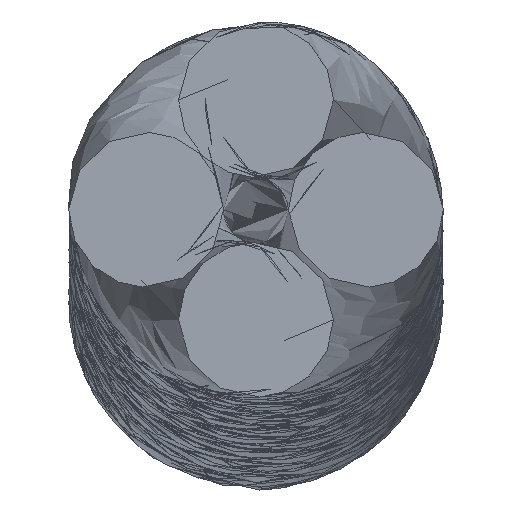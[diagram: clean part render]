
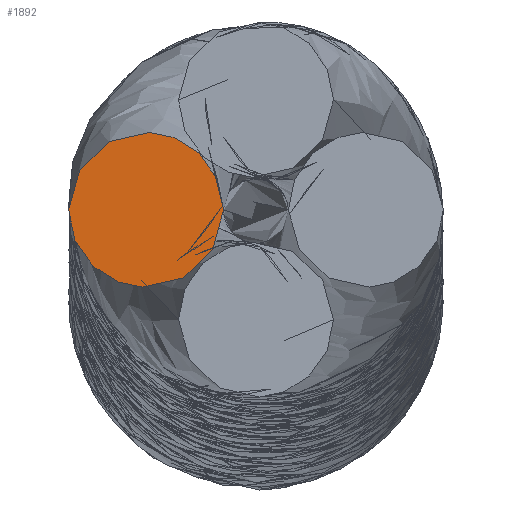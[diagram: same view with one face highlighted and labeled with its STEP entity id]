
A CAD part, top view. The second image highlights one B-rep face of the part: STEP entity #1892.
In plain terms, the highlighted planar face has unit normal (0, 0, 1).
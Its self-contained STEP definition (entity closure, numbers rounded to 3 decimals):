
#861 = CARTESIAN_POINT ( 'NONE',  ( -7.114, -3.724, 0. ) ) ;
#1143 = CARTESIAN_POINT ( 'NONE',  ( -4.029, 3.724, 0. ) ) ;
#1791 = CARTESIAN_POINT ( 'NONE',  ( -4.029, -3.724, 0. ) ) ;
#1873 = VERTEX_POINT ( 'NONE', #3538 ) ;
#1892 = ADVANCED_FACE ( 'NONE', ( #7538 ), #3754, .T. ) ;
#1936 = EDGE_LOOP ( 'NONE', ( #2496, #10651 ) ) ;
#2024 = CARTESIAN_POINT ( 'NONE',  ( -1.633, 1.033, 0. ) ) ;
#2065 = CARTESIAN_POINT ( 'NONE',  ( -7.114, 3.724, 0. ) ) ;
#2462 = CARTESIAN_POINT ( 'NONE',  ( -9.5, 0., 0. ) ) ;
#2496 = ORIENTED_EDGE ( 'NONE', *, *, #4285, .T. ) ;
#2707 = AXIS2_PLACEMENT_3D ( 'NONE', #3519, #3495, #3471 ) ;
#2725 = CARTESIAN_POINT ( 'NONE',  ( -1.633, -1.033, 0. ) ) ;
#2997 = CARTESIAN_POINT ( 'NONE',  ( -9.51, 1.033, 0. ) ) ;
#3471 = DIRECTION ( 'NONE',  ( 1., 0., 0. ) ) ;
#3495 = DIRECTION ( 'NONE',  ( 0., 0., 1. ) ) ;
#3519 = CARTESIAN_POINT ( 'NONE',  ( -9.547, -3.976, 0. ) ) ;
#3538 = CARTESIAN_POINT ( 'NONE',  ( -1.643, 0., 0. ) ) ;
#3754 = PLANE ( 'NONE',  #2707 ) ;
#4285 = EDGE_CURVE ( 'NONE', #1873, #8962, #6704, .T. ) ;
#5616 = EDGE_CURVE ( 'NONE', #8962, #1873, #10841, .T. ) ;
#6416 = CARTESIAN_POINT ( 'NONE',  ( -8.858, -2.559, 0. ) ) ;
#6684 = CARTESIAN_POINT ( 'NONE',  ( -2.285, 2.559, 0. ) ) ;
#6704 = B_SPLINE_CURVE_WITH_KNOTS ( 'NONE', 3,
 ( #10293, #2024, #6684, #1143, #7624, #2065, #8552, #2997, #9461 ),
 .UNSPECIFIED., .F., .F.,
 ( 4, 1, 1, 1, 1, 1, 4 ),
 ( 0., 0.003, 0.005, 0.006, 0.008, 0.009, 0.012 ),
 .UNSPECIFIED. ) ;
#7343 = CARTESIAN_POINT ( 'NONE',  ( -5.572, -4.031, 0. ) ) ;
#7538 = FACE_OUTER_BOUND ( 'NONE', #1936, .T. ) ;
#7624 = CARTESIAN_POINT ( 'NONE',  ( -5.572, 4.031, 0. ) ) ;
#8236 = CARTESIAN_POINT ( 'NONE',  ( -9.51, -1.033, 0. ) ) ;
#8276 = CARTESIAN_POINT ( 'NONE',  ( -2.285, -2.559, 0. ) ) ;
#8552 = CARTESIAN_POINT ( 'NONE',  ( -8.858, 2.559, 0. ) ) ;
#8962 = VERTEX_POINT ( 'NONE', #2462 ) ;
#9197 = CARTESIAN_POINT ( 'NONE',  ( -1.643, 0., 0. ) ) ;
#9461 = CARTESIAN_POINT ( 'NONE',  ( -9.5, 0., 0. ) ) ;
#10293 = CARTESIAN_POINT ( 'NONE',  ( -1.643, 0., 0. ) ) ;
#10651 = ORIENTED_EDGE ( 'NONE', *, *, #5616, .T. ) ;
#10841 = B_SPLINE_CURVE_WITH_KNOTS ( 'NONE', 3,
 ( #10888, #8236, #6416, #861, #7343, #1791, #8276, #2725, #9197 ),
 .UNSPECIFIED., .F., .F.,
 ( 4, 1, 1, 1, 1, 1, 4 ),
 ( 0., 0.003, 0.005, 0.006, 0.008, 0.009, 0.012 ),
 .UNSPECIFIED. ) ;
#10888 = CARTESIAN_POINT ( 'NONE',  ( -9.5, 0., 0. ) ) ;
